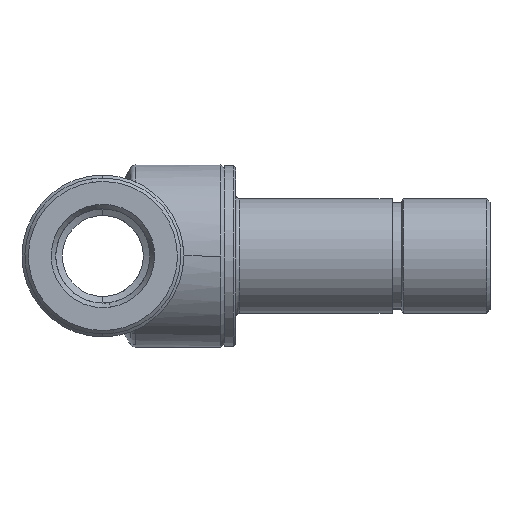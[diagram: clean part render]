
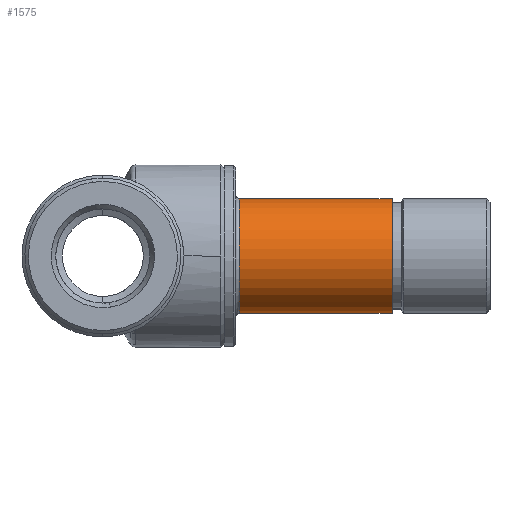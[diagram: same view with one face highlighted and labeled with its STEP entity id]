
A CAD part, left-side view. The second image highlights one B-rep face of the part: STEP entity #1575.
In plain terms, the highlighted cylindrical face has radius 4.975 mm (diameter 9.95 mm), a partial arc.
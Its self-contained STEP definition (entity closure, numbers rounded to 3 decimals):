
#8 = CARTESIAN_POINT ( 'NONE',  ( 0.582, -11.8, 4.941 ) ) ;
#91 = CARTESIAN_POINT ( 'NONE',  ( -0.582, -25.025, -4.941 ) ) ;
#1534 = ORIENTED_EDGE ( 'NONE', *, *, #1565, .F. ) ;
#1562 = ORIENTED_EDGE ( 'NONE', *, *, #2492, .T. ) ;
#1563 = ORIENTED_EDGE ( 'NONE', *, *, #2524, .T. ) ;
#1564 = ORIENTED_EDGE ( 'NONE', *, *, #2499, .F. ) ;
#1565 = EDGE_CURVE ( 'NONE', #2474, #2427, #2699, .T. ) ;
#1572 = EDGE_LOOP ( 'NONE', ( #1564, #1562, #1563, #1534 ) ) ;
#1575 = ADVANCED_FACE ( 'NONE', ( #2753 ), #2784, .T. ) ;
#2427 = VERTEX_POINT ( 'NONE', #91 ) ;
#2432 = VERTEX_POINT ( 'NONE', #8 ) ;
#2473 = VERTEX_POINT ( 'NONE', #3151 ) ;
#2474 = VERTEX_POINT ( 'NONE', #3156 ) ;
#2492 = EDGE_CURVE ( 'NONE', #2432, #2473, #3136, .T. ) ;
#2499 = EDGE_CURVE ( 'NONE', #2432, #2474, #3192, .T. ) ;
#2524 = EDGE_CURVE ( 'NONE', #2473, #2427, #3197, .T. ) ;
#2698 = AXIS2_PLACEMENT_3D ( 'NONE', #2734, #2733, #2755 ) ;
#2699 = CIRCLE ( 'NONE', #2698, 4.975 ) ;
#2733 = DIRECTION ( 'NONE',  ( 0., -1., 0. ) ) ;
#2734 = CARTESIAN_POINT ( 'NONE',  ( 0., -25.025, 0. ) ) ;
#2753 = FACE_OUTER_BOUND ( 'NONE', #1572, .T. ) ;
#2755 = DIRECTION ( 'NONE',  ( -0.117, 0., -0.993 ) ) ;
#2781 = DIRECTION ( 'NONE',  ( 0., -1., 0. ) ) ;
#2782 = CARTESIAN_POINT ( 'NONE',  ( 0., -33.5, 0. ) ) ;
#2783 = AXIS2_PLACEMENT_3D ( 'NONE', #2782, #2781, #2789 ) ;
#2784 = CYLINDRICAL_SURFACE ( 'NONE', #2783, 4.975 ) ;
#2789 = DIRECTION ( 'NONE',  ( -0.117, 0., -0.993 ) ) ;
#3133 = CARTESIAN_POINT ( 'NONE',  ( 0., -11.8, 0. ) ) ;
#3135 = AXIS2_PLACEMENT_3D ( 'NONE', #3133, #3145, #3144 ) ;
#3136 = CIRCLE ( 'NONE', #3135, 4.975 ) ;
#3144 = DIRECTION ( 'NONE',  ( -0.117, 0., -0.993 ) ) ;
#3145 = DIRECTION ( 'NONE',  ( 0., -1., 0. ) ) ;
#3151 = CARTESIAN_POINT ( 'NONE',  ( -0.582, -11.8, -4.941 ) ) ;
#3156 = CARTESIAN_POINT ( 'NONE',  ( 0.582, -25.025, 4.941 ) ) ;
#3168 = VECTOR ( 'NONE', #3185, 1000. ) ;
#3184 = CARTESIAN_POINT ( 'NONE',  ( 0.582, -33.5, 4.941 ) ) ;
#3185 = DIRECTION ( 'NONE',  ( 0., -1., 0. ) ) ;
#3192 = LINE ( 'NONE', #3184, #3168 ) ;
#3194 = DIRECTION ( 'NONE',  ( 0., -1., 0. ) ) ;
#3195 = VECTOR ( 'NONE', #3194, 1000. ) ;
#3196 = CARTESIAN_POINT ( 'NONE',  ( -0.582, -33.5, -4.941 ) ) ;
#3197 = LINE ( 'NONE', #3196, #3195 ) ;
